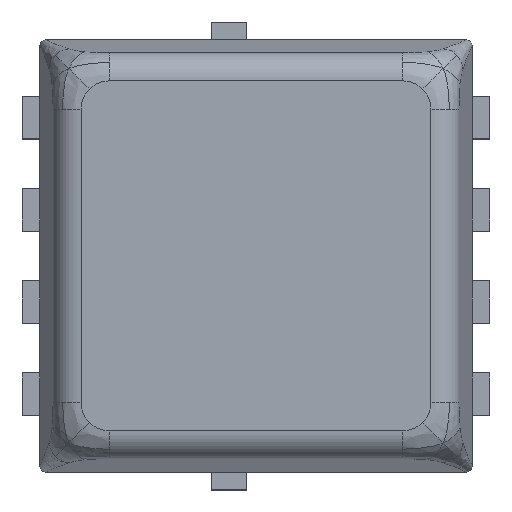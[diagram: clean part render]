
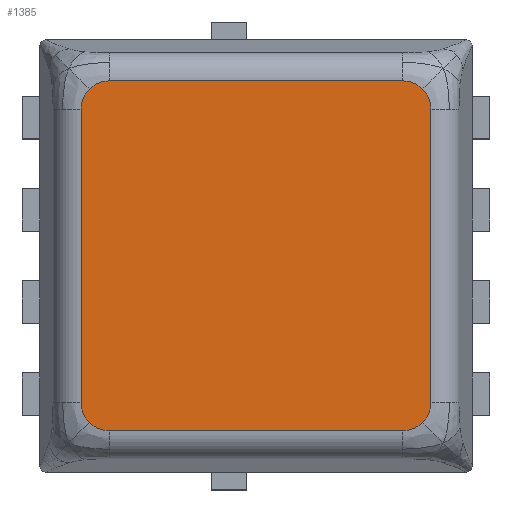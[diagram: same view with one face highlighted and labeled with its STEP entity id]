
A CAD part, top view. The second image highlights one B-rep face of the part: STEP entity #1385.
In plain terms, the highlighted planar face has unit normal (0, 0, 1).
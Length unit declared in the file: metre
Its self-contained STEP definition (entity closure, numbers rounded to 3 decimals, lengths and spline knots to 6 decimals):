
#735 = EDGE_CURVE( '', #2004, #2005, #2006, .T. );
#747 = EDGE_CURVE( '', #2023, #2004, #2024, .T. );
#771 = EDGE_CURVE( '', #1987, #2063, #2064, .T. );
#909 = EDGE_CURVE( '', #2283, #2284, #2285, .T. );
#989 = EDGE_CURVE( '', #2063, #2020, #2413, .T. );
#1059 = EDGE_CURVE( '', #2284, #1911, #2514, .T. );
#1183 = EDGE_CURVE( '', #2005, #1987, #2680, .T. );
#1293 = EDGE_CURVE( '', #1891, #2256, #2814, .T. );
#1327 = EDGE_CURVE( '', #2256, #2283, #2856, .T. );
#1339 = EDGE_CURVE( '', #2020, #2870, #2871, .T. );
#1385 = ADVANCED_FACE( '', ( #2930 ), #2931, .F. );
#1695 = EDGE_CURVE( '', #2870, #1891, #3289, .T. );
#1763 = EDGE_CURVE( '', #1911, #2023, #3366, .T. );
#1891 = VERTEX_POINT( '', #3565 );
#1911 = VERTEX_POINT( '', #3590 );
#1987 = VERTEX_POINT( '', #3849 );
#2004 = VERTEX_POINT( '', #3873 );
#2005 = VERTEX_POINT( '', #3874 );
#2006 = CIRCLE( '', #3875, 0.0002 );
#2020 = VERTEX_POINT( '', #3896 );
#2023 = VERTEX_POINT( '', #3905 );
#2024 = LINE( '', #3906, #3907 );
#2063 = VERTEX_POINT( '', #3965 );
#2064 = LINE( '', #3966, #3967 );
#2256 = VERTEX_POINT( '', #4467 );
#2283 = VERTEX_POINT( '', #4517 );
#2284 = VERTEX_POINT( '', #4518 );
#2285 = LINE( '', #4519, #4520 );
#2413 = CIRCLE( '', #4809, 0.0002 );
#2514 = CIRCLE( '', #5048, 0.0002 );
#2680 = CIRCLE( '', #5503, 0.0002 );
#2814 = CIRCLE( '', #5863, 0.0002 );
#2856 = CIRCLE( '', #5931, 0.0002 );
#2870 = VERTEX_POINT( '', #6010 );
#2871 = CIRCLE( '', #6011, 0.0002 );
#2930 = FACE_OUTER_BOUND( '', #6190, .T. );
#2931 = PLANE( '', #6191 );
#3289 = LINE( '', #7099, #7100 );
#3366 = CIRCLE( '', #7351, 0.0002 );
#3565 = CARTESIAN_POINT( '', ( 0.001234, -0.001034, 0.00104 ) );
#3590 = CARTESIAN_POINT( '', ( -0.001175, -0.001175, 0.00104 ) );
#3849 = CARTESIAN_POINT( '', ( -0.001034, 0.001234, 0.00104 ) );
#3873 = CARTESIAN_POINT( '', ( -0.001234, 0.001034, 0.00104 ) );
#3874 = CARTESIAN_POINT( '', ( -0.001175, 0.001175, 0.00104 ) );
#3875 = AXIS2_PLACEMENT_3D( '', #7555, #7556, #7557 );
#3896 = CARTESIAN_POINT( '', ( 0.001175, 0.001175, 0.00104 ) );
#3905 = CARTESIAN_POINT( '', ( -0.001234, -0.001034, 0.00104 ) );
#3906 = CARTESIAN_POINT( '', ( -0.001234, -0.000763, 0.00104 ) );
#3907 = VECTOR( '', #7569, 1. );
#3965 = CARTESIAN_POINT( '', ( 0.001034, 0.001234, 0.00104 ) );
#3966 = CARTESIAN_POINT( '', ( -0.000763, 0.001234, 0.00104 ) );
#3967 = VECTOR( '', #7595, 1. );
#4467 = CARTESIAN_POINT( '', ( 0.001175, -0.001175, 0.00104 ) );
#4517 = CARTESIAN_POINT( '', ( 0.001034, -0.001234, 0.00104 ) );
#4518 = CARTESIAN_POINT( '', ( -0.001034, -0.001234, 0.00104 ) );
#4519 = CARTESIAN_POINT( '', ( 0.000763, -0.001234, 0.00104 ) );
#4520 = VECTOR( '', #7809, 1. );
#4809 = AXIS2_PLACEMENT_3D( '', #7901, #7902, #7903 );
#5048 = AXIS2_PLACEMENT_3D( '', #7993, #7994, #7995 );
#5503 = AXIS2_PLACEMENT_3D( '', #8238, #8239, #8240 );
#5863 = AXIS2_PLACEMENT_3D( '', #8419, #8420, #8421 );
#5931 = AXIS2_PLACEMENT_3D( '', #8502, #8503, #8504 );
#6010 = CARTESIAN_POINT( '', ( 0.001234, 0.001034, 0.00104 ) );
#6011 = AXIS2_PLACEMENT_3D( '', #8520, #8521, #8522 );
#6190 = EDGE_LOOP( '', ( #8612, #8613, #8614, #8615, #8616, #8617, #8618, #8619, #8620, #8621, #8622, #8623 ) );
#6191 = AXIS2_PLACEMENT_3D( '', #8624, #8625, #8626 );
#7099 = CARTESIAN_POINT( '', ( 0.001234, 0.000763, 0.00104 ) );
#7100 = VECTOR( '', #9033, 1. );
#7351 = AXIS2_PLACEMENT_3D( '', #9140, #9141, #9142 );
#7555 = CARTESIAN_POINT( '', ( -0.001034, 0.001034, 0.00104 ) );
#7556 = DIRECTION( '', ( 0., 0., -1. ) );
#7557 = DIRECTION( '', ( -0.707, 0.707, 0. ) );
#7569 = DIRECTION( '', ( 0., 1., 0. ) );
#7595 = DIRECTION( '', ( 1., 0., 0. ) );
#7809 = DIRECTION( '', ( -1., 0., 0. ) );
#7901 = CARTESIAN_POINT( '', ( 0.001034, 0.001034, 0.00104 ) );
#7902 = DIRECTION( '', ( 0., 0., -1. ) );
#7903 = DIRECTION( '', ( 0.707, 0.707, 0. ) );
#7993 = CARTESIAN_POINT( '', ( -0.001034, -0.001034, 0.00104 ) );
#7994 = DIRECTION( '', ( 0., 0., -1. ) );
#7995 = DIRECTION( '', ( -0.707, -0.707, 0. ) );
#8238 = CARTESIAN_POINT( '', ( -0.001034, 0.001034, 0.00104 ) );
#8239 = DIRECTION( '', ( 0., 0., -1. ) );
#8240 = DIRECTION( '', ( 0., 1., 0. ) );
#8419 = CARTESIAN_POINT( '', ( 0.001034, -0.001034, 0.00104 ) );
#8420 = DIRECTION( '', ( 0., 0., -1. ) );
#8421 = DIRECTION( '', ( 0.707, -0.707, 0. ) );
#8502 = CARTESIAN_POINT( '', ( 0.001034, -0.001034, 0.00104 ) );
#8503 = DIRECTION( '', ( 0., 0., -1. ) );
#8504 = DIRECTION( '', ( 0., -1., 0. ) );
#8520 = CARTESIAN_POINT( '', ( 0.001034, 0.001034, 0.00104 ) );
#8521 = DIRECTION( '', ( 0., 0., -1. ) );
#8522 = DIRECTION( '', ( 1., 0., 0. ) );
#8612 = ORIENTED_EDGE( '', *, *, #909, .F. );
#8613 = ORIENTED_EDGE( '', *, *, #1327, .F. );
#8614 = ORIENTED_EDGE( '', *, *, #1293, .F. );
#8615 = ORIENTED_EDGE( '', *, *, #1695, .F. );
#8616 = ORIENTED_EDGE( '', *, *, #1339, .F. );
#8617 = ORIENTED_EDGE( '', *, *, #989, .F. );
#8618 = ORIENTED_EDGE( '', *, *, #771, .F. );
#8619 = ORIENTED_EDGE( '', *, *, #1183, .F. );
#8620 = ORIENTED_EDGE( '', *, *, #735, .F. );
#8621 = ORIENTED_EDGE( '', *, *, #747, .F. );
#8622 = ORIENTED_EDGE( '', *, *, #1763, .F. );
#8623 = ORIENTED_EDGE( '', *, *, #1059, .F. );
#8624 = CARTESIAN_POINT( '', ( 0., 0., 0.00104 ) );
#8625 = DIRECTION( '', ( 0., 0., -1. ) );
#8626 = DIRECTION( '', ( -1., 0., 0. ) );
#9033 = DIRECTION( '', ( 0., -1., 0. ) );
#9140 = CARTESIAN_POINT( '', ( -0.001034, -0.001034, 0.00104 ) );
#9141 = DIRECTION( '', ( 0., 0., -1. ) );
#9142 = DIRECTION( '', ( -1., 0., 0. ) );
